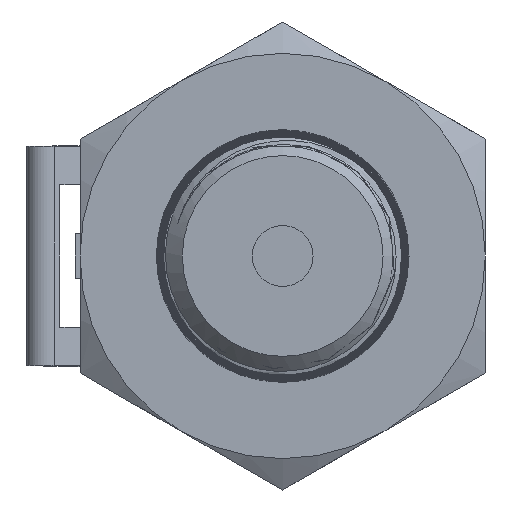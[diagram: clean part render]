
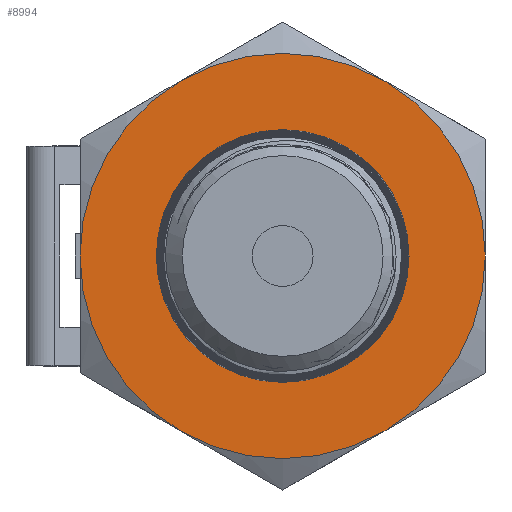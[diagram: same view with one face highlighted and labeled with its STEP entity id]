
A CAD part, left-side view. The second image highlights one B-rep face of the part: STEP entity #8994.
In plain terms, the highlighted planar face has unit normal (-1, 0, 0).
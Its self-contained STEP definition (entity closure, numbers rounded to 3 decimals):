
#398=FACE_BOUND('',#1531,.T.);
#514=PLANE('',#9338);
#984=FACE_OUTER_BOUND('',#1530,.T.);
#1530=EDGE_LOOP('',(#7741,#7742,#7743,#7744,#7745,#7746));
#1531=EDGE_LOOP('',(#7747));
#1744=CIRCLE('',#9240,6.86);
#1765=CIRCLE('',#9304,11.);
#1766=CIRCLE('',#9306,11.);
#1767=CIRCLE('',#9308,11.);
#1768=CIRCLE('',#9310,11.);
#1769=CIRCLE('',#9312,11.);
#1770=CIRCLE('',#9314,11.);
#3670=VERTEX_POINT('',#12523);
#4231=VERTEX_POINT('',#23449);
#4232=VERTEX_POINT('',#23453);
#4234=VERTEX_POINT('',#23460);
#4236=VERTEX_POINT('',#23470);
#4238=VERTEX_POINT('',#23483);
#4240=VERTEX_POINT('',#23493);
#4585=EDGE_CURVE('',#3670,#3670,#1744,.T.);
#5427=EDGE_CURVE('',#4231,#4232,#1765,.T.);
#5430=EDGE_CURVE('',#4234,#4231,#1766,.T.);
#5433=EDGE_CURVE('',#4236,#4234,#1767,.T.);
#5435=EDGE_CURVE('',#4238,#4236,#1768,.T.);
#5438=EDGE_CURVE('',#4240,#4238,#1769,.T.);
#5441=EDGE_CURVE('',#4232,#4240,#1770,.T.);
#7741=ORIENTED_EDGE('',*,*,#5441,.T.);
#7742=ORIENTED_EDGE('',*,*,#5438,.T.);
#7743=ORIENTED_EDGE('',*,*,#5435,.T.);
#7744=ORIENTED_EDGE('',*,*,#5433,.T.);
#7745=ORIENTED_EDGE('',*,*,#5430,.T.);
#7746=ORIENTED_EDGE('',*,*,#5427,.T.);
#7747=ORIENTED_EDGE('',*,*,#4585,.T.);
#8994=ADVANCED_FACE('',(#984,#398),#514,.T.);
#9240=AXIS2_PLACEMENT_3D('',#12524,#9702,#9703);
#9304=AXIS2_PLACEMENT_3D('',#23457,#10124,#10125);
#9306=AXIS2_PLACEMENT_3D('',#23467,#10128,#10129);
#9308=AXIS2_PLACEMENT_3D('',#23477,#10132,#10133);
#9310=AXIS2_PLACEMENT_3D('',#23484,#10136,#10137);
#9312=AXIS2_PLACEMENT_3D('',#23494,#10140,#10141);
#9314=AXIS2_PLACEMENT_3D('',#23503,#10144,#10145);
#9338=AXIS2_PLACEMENT_3D('',#23588,#10200,#10201);
#9702=DIRECTION('center_axis',(1.,0.,0.));
#9703=DIRECTION('ref_axis',(0.,0.,-1.));
#10124=DIRECTION('center_axis',(-1.,0.,0.));
#10125=DIRECTION('ref_axis',(0.,1.,0.));
#10128=DIRECTION('center_axis',(-1.,0.,0.));
#10129=DIRECTION('ref_axis',(0.,1.,0.));
#10132=DIRECTION('center_axis',(-1.,0.,0.));
#10133=DIRECTION('ref_axis',(0.,1.,0.));
#10136=DIRECTION('center_axis',(-1.,0.,0.));
#10137=DIRECTION('ref_axis',(0.,1.,0.));
#10140=DIRECTION('center_axis',(-1.,0.,0.));
#10141=DIRECTION('ref_axis',(0.,1.,0.));
#10144=DIRECTION('center_axis',(-1.,0.,0.));
#10145=DIRECTION('ref_axis',(0.,1.,0.));
#10200=DIRECTION('center_axis',(-1.,0.,0.));
#10201=DIRECTION('ref_axis',(0.,0.,1.));
#12523=CARTESIAN_POINT('',(-36.6,-6.86,0.));
#12524=CARTESIAN_POINT('Origin',(-36.6,0.,0.));
#23449=CARTESIAN_POINT('',(-36.6,-5.5,-9.526));
#23453=CARTESIAN_POINT('',(-36.6,-11.,0.));
#23457=CARTESIAN_POINT('Origin',(-36.6,0.,0.));
#23460=CARTESIAN_POINT('',(-36.6,5.5,-9.526));
#23467=CARTESIAN_POINT('Origin',(-36.6,0.,0.));
#23470=CARTESIAN_POINT('',(-36.6,11.,0.));
#23477=CARTESIAN_POINT('Origin',(-36.6,0.,0.));
#23483=CARTESIAN_POINT('',(-36.6,5.5,9.526));
#23484=CARTESIAN_POINT('Origin',(-36.6,0.,0.));
#23493=CARTESIAN_POINT('',(-36.6,-5.5,9.526));
#23494=CARTESIAN_POINT('Origin',(-36.6,0.,0.));
#23503=CARTESIAN_POINT('Origin',(-36.6,0.,0.));
#23588=CARTESIAN_POINT('Origin',(-36.6,11.,0.));
